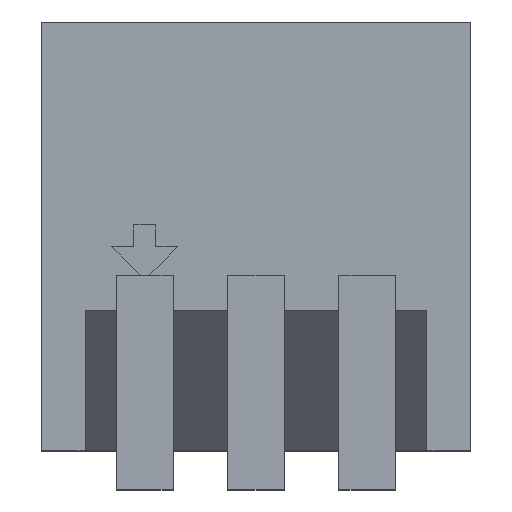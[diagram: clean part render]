
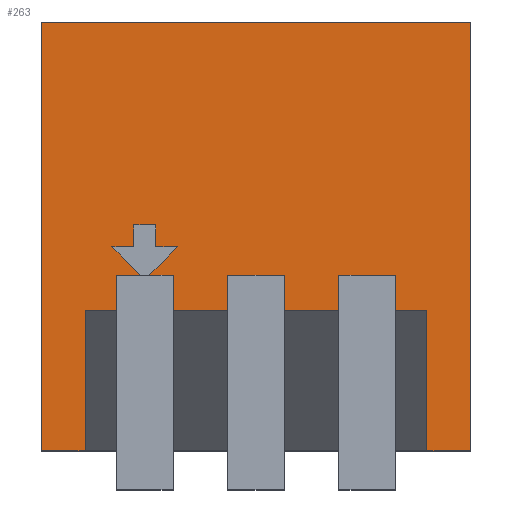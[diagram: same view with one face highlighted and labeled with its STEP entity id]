
A CAD part, top view. The second image highlights one B-rep face of the part: STEP entity #263.
In plain terms, the highlighted planar face has unit normal (0, 0, 1).
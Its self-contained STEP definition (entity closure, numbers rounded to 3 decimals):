
#13=DIRECTION('',(0.,0.,1.));
#24=VERTEX_POINT('',#25);
#25=CARTESIAN_POINT('',(7.47,8.7,7.9));
#28=ORIENTED_EDGE('',*,*,#29,.T.);
#29=EDGE_CURVE('',#24,#30,#32,.T.);
#30=VERTEX_POINT('',#31);
#31=CARTESIAN_POINT('',(-2.33,8.7,7.9));
#32=LINE('',#25,#33);
#33=VECTOR('',#34,1.);
#34=DIRECTION('',(-1.,0.,0.));
#45=DIRECTION('',(0.,-1.,0.));
#53=VERTEX_POINT('',#54);
#54=CARTESIAN_POINT('',(7.47,-1.08,7.9));
#56=ORIENTED_EDGE('',*,*,#57,.T.);
#57=EDGE_CURVE('',#53,#24,#58,.T.);
#58=LINE('',#54,#59);
#59=VECTOR('',#60,1.);
#60=DIRECTION('',(0.,1.,0.));
#71=ORIENTED_EDGE('',*,*,#72,.T.);
#72=EDGE_CURVE('',#30,#73,#75,.T.);
#73=VERTEX_POINT('',#74);
#74=CARTESIAN_POINT('',(-2.33,-1.08,7.9));
#75=LINE('',#31,#76);
#76=VECTOR('',#45,1.);
#87=DIRECTION('',(1.,0.,0.));
#96=VECTOR('',#87,1.);
#263=ADVANCED_FACE('',(#264,#354),#397,.T.);
#264=FACE_BOUND('',#265,.T.);
#265=EDGE_LOOP('',(#266,#56,#28,#71,#271,#275,#280,#286,#292,#298,#304,#308,#314,#320,#326,#330,#336,#342,#348,#351));
#266=ORIENTED_EDGE('',*,*,#267,.T.);
#267=EDGE_CURVE('',#268,#53,#270,.T.);
#268=VERTEX_POINT('',#269);
#269=CARTESIAN_POINT('',(6.47,-1.08,7.9));
#270=LINE('',#74,#96);
#271=ORIENTED_EDGE('',*,*,#272,.T.);
#272=EDGE_CURVE('',#73,#273,#270,.T.);
#273=VERTEX_POINT('',#274);
#274=CARTESIAN_POINT('',(-1.33,-1.08,7.9));
#275=ORIENTED_EDGE('',*,*,#276,.T.);
#276=EDGE_CURVE('',#273,#277,#279,.T.);
#277=VERTEX_POINT('',#278);
#278=CARTESIAN_POINT('',(-1.33,2.12,7.9));
#279=LINE('',#274,#59);
#280=ORIENTED_EDGE('',*,*,#281,.F.);
#281=EDGE_CURVE('',#282,#277,#284,.T.);
#282=VERTEX_POINT('',#283);
#283=CARTESIAN_POINT('',(-0.62,2.12,7.9));
#284=LINE('',#285,#33);
#285=CARTESIAN_POINT('',(6.47,2.12,7.9));
#286=ORIENTED_EDGE('',*,*,#287,.F.);
#287=EDGE_CURVE('',#288,#282,#290,.T.);
#288=VERTEX_POINT('',#289);
#289=CARTESIAN_POINT('',(-0.62,2.22,7.9));
#290=LINE('',#291,#76);
#291=CARTESIAN_POINT('',(-0.62,2.116,7.9));
#292=ORIENTED_EDGE('',*,*,#293,.F.);
#293=EDGE_CURVE('',#294,#288,#296,.T.);
#294=VERTEX_POINT('',#295);
#295=CARTESIAN_POINT('',(0.68,2.22,7.9));
#296=LINE('',#297,#33);
#297=CARTESIAN_POINT('',(1.3,2.22,7.9));
#298=ORIENTED_EDGE('',*,*,#299,.F.);
#299=EDGE_CURVE('',#300,#294,#302,.T.);
#300=VERTEX_POINT('',#301);
#301=CARTESIAN_POINT('',(0.68,2.12,7.9));
#302=LINE('',#303,#59);
#303=CARTESIAN_POINT('',(0.68,2.116,7.9));
#304=ORIENTED_EDGE('',*,*,#305,.F.);
#305=EDGE_CURVE('',#306,#300,#284,.T.);
#306=VERTEX_POINT('',#307);
#307=CARTESIAN_POINT('',(1.92,2.12,7.9));
#308=ORIENTED_EDGE('',*,*,#309,.F.);
#309=EDGE_CURVE('',#310,#306,#312,.T.);
#310=VERTEX_POINT('',#311);
#311=CARTESIAN_POINT('',(1.92,2.22,7.9));
#312=LINE('',#313,#76);
#313=CARTESIAN_POINT('',(1.92,2.116,7.9));
#314=ORIENTED_EDGE('',*,*,#315,.F.);
#315=EDGE_CURVE('',#316,#310,#318,.T.);
#316=VERTEX_POINT('',#317);
#317=CARTESIAN_POINT('',(3.22,2.22,7.9));
#318=LINE('',#319,#33);
#319=CARTESIAN_POINT('',(2.57,2.22,7.9));
#320=ORIENTED_EDGE('',*,*,#321,.F.);
#321=EDGE_CURVE('',#322,#316,#324,.T.);
#322=VERTEX_POINT('',#323);
#323=CARTESIAN_POINT('',(3.22,2.12,7.9));
#324=LINE('',#325,#59);
#325=CARTESIAN_POINT('',(3.22,2.116,7.9));
#326=ORIENTED_EDGE('',*,*,#327,.F.);
#327=EDGE_CURVE('',#328,#322,#284,.T.);
#328=VERTEX_POINT('',#329);
#329=CARTESIAN_POINT('',(4.46,2.12,7.9));
#330=ORIENTED_EDGE('',*,*,#331,.F.);
#331=EDGE_CURVE('',#332,#328,#334,.T.);
#332=VERTEX_POINT('',#333);
#333=CARTESIAN_POINT('',(4.46,2.22,7.9));
#334=LINE('',#335,#76);
#335=CARTESIAN_POINT('',(4.46,2.116,7.9));
#336=ORIENTED_EDGE('',*,*,#337,.F.);
#337=EDGE_CURVE('',#338,#332,#340,.T.);
#338=VERTEX_POINT('',#339);
#339=CARTESIAN_POINT('',(5.76,2.22,7.9));
#340=LINE('',#341,#33);
#341=CARTESIAN_POINT('',(3.84,2.22,7.9));
#342=ORIENTED_EDGE('',*,*,#343,.F.);
#343=EDGE_CURVE('',#344,#338,#346,.T.);
#344=VERTEX_POINT('',#345);
#345=CARTESIAN_POINT('',(5.76,2.12,7.9));
#346=LINE('',#347,#59);
#347=CARTESIAN_POINT('',(5.76,2.116,7.9));
#348=ORIENTED_EDGE('',*,*,#349,.F.);
#349=EDGE_CURVE('',#350,#344,#284,.T.);
#350=VERTEX_POINT('',#285);
#351=ORIENTED_EDGE('',*,*,#352,.F.);
#352=EDGE_CURVE('',#268,#350,#353,.T.);
#353=LINE('',#269,#59);
#354=FACE_BOUND('',#355,.T.);
#355=EDGE_LOOP('',(#356,#363,#370,#377,#384,#389,#394));
#356=ORIENTED_EDGE('',*,*,#357,.F.);
#357=EDGE_CURVE('',#358,#360,#362,.T.);
#358=VERTEX_POINT('',#359);
#359=CARTESIAN_POINT('',(0.28,3.57,7.9));
#360=VERTEX_POINT('',#361);
#361=CARTESIAN_POINT('',(0.28,4.07,7.9));
#362=LINE('',#359,#59);
#363=ORIENTED_EDGE('',*,*,#364,.F.);
#364=EDGE_CURVE('',#365,#358,#367,.T.);
#365=VERTEX_POINT('',#366);
#366=CARTESIAN_POINT('',(0.78,3.57,7.9));
#367=LINE('',#366,#368);
#368=VECTOR('',#369,1.);
#369=DIRECTION('',(-1.,0.,0.));
#370=ORIENTED_EDGE('',*,*,#371,.F.);
#371=EDGE_CURVE('',#372,#365,#374,.T.);
#372=VERTEX_POINT('',#373);
#373=CARTESIAN_POINT('',(0.03,2.82,7.9));
#374=LINE('',#373,#375);
#375=VECTOR('',#376,1.);
#376=DIRECTION('',(0.707,0.707,0.));
#377=ORIENTED_EDGE('',*,*,#378,.F.);
#378=EDGE_CURVE('',#379,#372,#381,.T.);
#379=VERTEX_POINT('',#380);
#380=CARTESIAN_POINT('',(-0.72,3.57,7.9));
#381=LINE('',#380,#382);
#382=VECTOR('',#383,1.);
#383=DIRECTION('',(0.707,-0.707,0.));
#384=ORIENTED_EDGE('',*,*,#385,.F.);
#385=EDGE_CURVE('',#386,#379,#388,.T.);
#386=VERTEX_POINT('',#387);
#387=CARTESIAN_POINT('',(-0.22,3.57,7.9));
#388=LINE('',#387,#368);
#389=ORIENTED_EDGE('',*,*,#390,.F.);
#390=EDGE_CURVE('',#391,#386,#393,.T.);
#391=VERTEX_POINT('',#392);
#392=CARTESIAN_POINT('',(-0.22,4.07,7.9));
#393=LINE('',#392,#76);
#394=ORIENTED_EDGE('',*,*,#395,.F.);
#395=EDGE_CURVE('',#360,#391,#396,.T.);
#396=LINE('',#361,#33);
#397=PLANE('',#398);
#398=AXIS2_PLACEMENT_3D('',#399,#13,#34);
#399=CARTESIAN_POINT('',(2.57,3.81,7.9));
